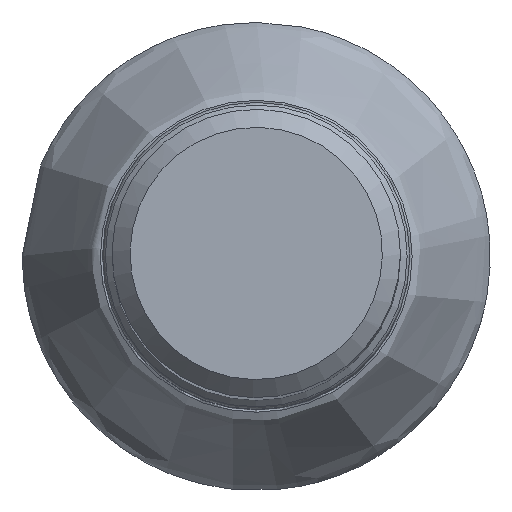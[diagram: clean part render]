
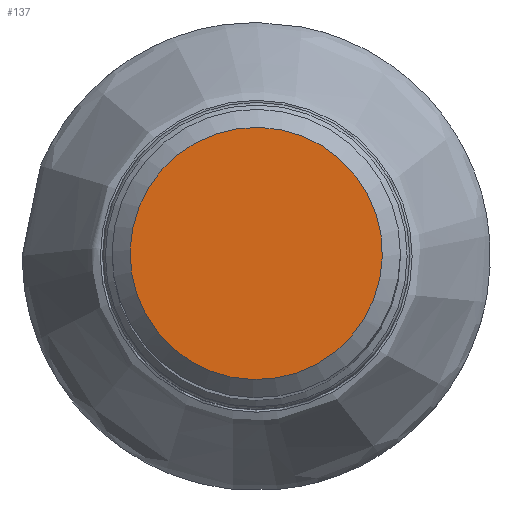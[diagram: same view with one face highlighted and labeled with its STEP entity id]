
A CAD part, top view. The second image highlights one B-rep face of the part: STEP entity #137.
In plain terms, the highlighted planar face has unit normal (0, 0, 1).
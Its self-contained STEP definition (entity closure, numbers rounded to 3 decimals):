
#137=ADVANCED_FACE('CLONE_TP_FACE',(#152),#150,.F.);
#150=PLANE('',#319);
#152=FACE_OUTER_BOUND('',#154,.T.);
#154=EDGE_LOOP('',(#176));
#176=ORIENTED_EDGE('',*,*,#210,.F.);
#198=VERTEX_POINT('',#428);
#210=EDGE_CURVE('',#198,#198,#221,.T.);
#221=CIRCLE('',#318,6.997);
#318=AXIS2_PLACEMENT_3D('',#427,#358,#359);
#319=AXIS2_PLACEMENT_3D('',#429,#360,#361);
#358=DIRECTION('',(0.,0.,-1.));
#359=DIRECTION('',(0.852,-0.523,0.));
#360=DIRECTION('',(0.,0.,-1.));
#361=DIRECTION('',(0.852,-0.523,0.));
#427=CARTESIAN_POINT('',(0.,0.,
0.));
#428=CARTESIAN_POINT('',(5.964,-3.66,0.));
#429=CARTESIAN_POINT('',(0.,0.,
0.));
